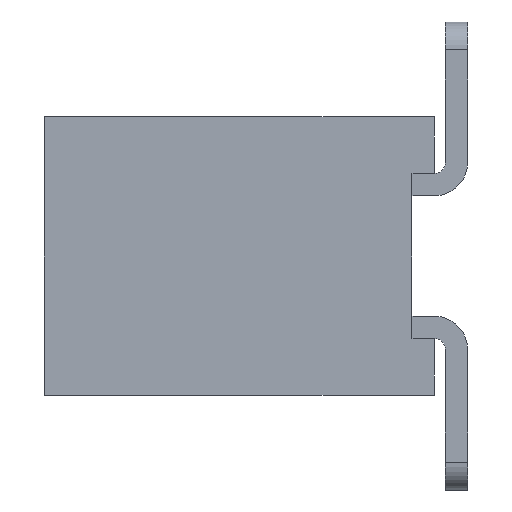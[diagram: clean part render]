
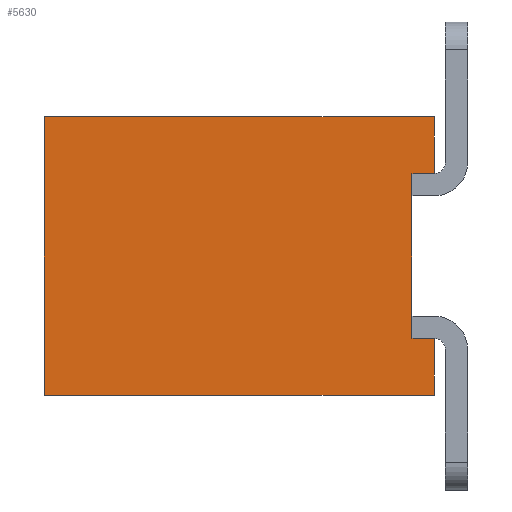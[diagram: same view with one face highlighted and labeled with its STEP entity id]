
A CAD part, left-side view. The second image highlights one B-rep face of the part: STEP entity #5630.
In plain terms, the highlighted planar face has unit normal (-1, 0, 0).
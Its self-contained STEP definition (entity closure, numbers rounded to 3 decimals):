
#221=PLANE('',#6146);
#486=FACE_OUTER_BOUND('',#757,.T.);
#757=EDGE_LOOP('',(#4981,#4982,#4983,#4984,#4985,#4986,#4987,#4988));
#1125=LINE('',#8287,#1680);
#1154=LINE('',#8361,#1709);
#1433=LINE('',#9397,#1988);
#1436=LINE('',#9403,#1991);
#1481=LINE('',#9496,#2036);
#1484=LINE('',#9502,#2039);
#1509=LINE('',#9555,#2064);
#1510=LINE('',#9557,#2065);
#1680=VECTOR('',#6616,1.);
#1709=VECTOR('',#6663,1.);
#1988=VECTOR('',#7530,1.);
#1991=VECTOR('',#7535,1.);
#2036=VECTOR('',#7624,1.);
#2039=VECTOR('',#7629,1.);
#2064=VECTOR('',#7684,1.);
#2065=VECTOR('',#7687,1.);
#2242=VERTEX_POINT('',#8284);
#2243=VERTEX_POINT('',#8286);
#2278=VERTEX_POINT('',#8358);
#2279=VERTEX_POINT('',#8360);
#2542=VERTEX_POINT('',#9396);
#2544=VERTEX_POINT('',#9402);
#2570=VERTEX_POINT('',#9495);
#2572=VERTEX_POINT('',#9501);
#2837=EDGE_CURVE('',#2242,#2243,#1125,.T.);
#2874=EDGE_CURVE('',#2278,#2279,#1154,.T.);
#3309=EDGE_CURVE('',#2278,#2542,#1433,.T.);
#3312=EDGE_CURVE('',#2544,#2243,#1436,.T.);
#3357=EDGE_CURVE('',#2542,#2570,#1481,.T.);
#3360=EDGE_CURVE('',#2572,#2544,#1484,.T.);
#3385=EDGE_CURVE('',#2242,#2279,#1509,.T.);
#3386=EDGE_CURVE('',#2570,#2572,#1510,.T.);
#4981=ORIENTED_EDGE('',*,*,#3385,.T.);
#4982=ORIENTED_EDGE('',*,*,#2874,.F.);
#4983=ORIENTED_EDGE('',*,*,#3309,.T.);
#4984=ORIENTED_EDGE('',*,*,#3357,.T.);
#4985=ORIENTED_EDGE('',*,*,#3386,.T.);
#4986=ORIENTED_EDGE('',*,*,#3360,.T.);
#4987=ORIENTED_EDGE('',*,*,#3312,.T.);
#4988=ORIENTED_EDGE('',*,*,#2837,.F.);
#5630=ADVANCED_FACE('',(#486),#221,.F.);
#6146=AXIS2_PLACEMENT_3D('',#9558,#7688,#7689);
#6616=DIRECTION('',(0.,-1.,0.));
#6663=DIRECTION('',(0.,1.,0.));
#7530=DIRECTION('',(0.,0.,1.));
#7535=DIRECTION('',(0.,0.,1.));
#7624=DIRECTION('',(0.,1.,0.));
#7629=DIRECTION('',(0.,-1.,0.));
#7684=DIRECTION('',(0.,0.,1.));
#7687=DIRECTION('',(0.,0.,-1.));
#7688=DIRECTION('center_axis',(1.,0.,0.));
#7689=DIRECTION('ref_axis',(0.,0.,-1.));
#8284=CARTESIAN_POINT('',(-26.853,2.656,-2.644));
#8286=CARTESIAN_POINT('',(-26.853,2.456,-2.644));
#8287=CARTESIAN_POINT('',(-26.853,2.456,-2.644));
#8358=CARTESIAN_POINT('',(-26.853,2.456,-1.164));
#8360=CARTESIAN_POINT('',(-26.853,2.656,-1.164));
#8361=CARTESIAN_POINT('',(-26.853,2.456,-1.164));
#9396=CARTESIAN_POINT('',(-26.853,2.456,-0.654));
#9397=CARTESIAN_POINT('',(-26.853,2.456,-3.154));
#9402=CARTESIAN_POINT('',(-26.853,2.456,-3.154));
#9403=CARTESIAN_POINT('',(-26.853,2.456,-3.154));
#9495=CARTESIAN_POINT('',(-26.853,5.956,-0.654));
#9496=CARTESIAN_POINT('',(-26.853,5.956,-0.654));
#9501=CARTESIAN_POINT('',(-26.853,5.956,-3.154));
#9502=CARTESIAN_POINT('',(-26.853,6.456,-3.154));
#9555=CARTESIAN_POINT('',(-26.853,2.656,-1.904));
#9557=CARTESIAN_POINT('',(-26.853,5.956,-1.904));
#9558=CARTESIAN_POINT('Origin',(-26.853,6.456,-3.154));
